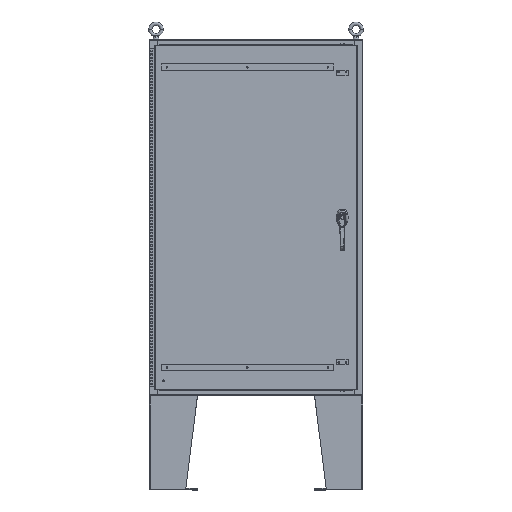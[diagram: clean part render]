
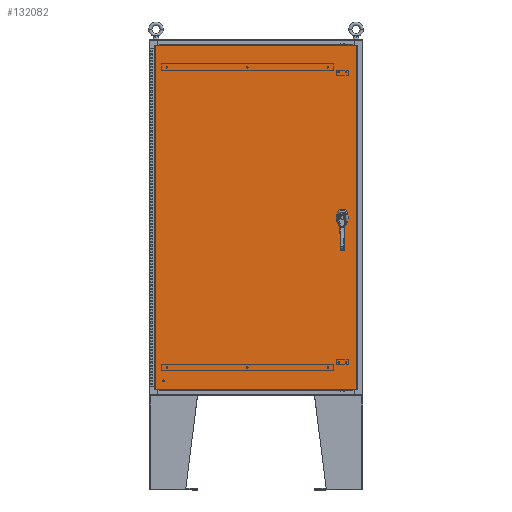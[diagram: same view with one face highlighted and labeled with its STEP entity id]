
A CAD part, top view. The second image highlights one B-rep face of the part: STEP entity #132082.
In plain terms, the highlighted planar face has unit normal (0, 0, 1).
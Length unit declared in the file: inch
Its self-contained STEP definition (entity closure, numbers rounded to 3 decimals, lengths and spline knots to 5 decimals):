
#3410 = LINE ( 'NONE', #84010, #108296 ) ;
#4976 = CARTESIAN_POINT ( 'NONE',  ( -16.9903, -29.0063, 0. ) ) ;
#7057 = PLANE ( 'NONE',  #57046 ) ;
#12479 = ORIENTED_EDGE ( 'NONE', *, *, #36505, .T. ) ;
#12987 = EDGE_CURVE ( 'NONE', #39815, #65401, #3410, .T. ) ;
#17016 = CARTESIAN_POINT ( 'NONE',  ( -16.9903, 29.0063, 0. ) ) ;
#18489 = DIRECTION ( 'NONE',  ( -1., 0., 0. ) ) ;
#25422 = LINE ( 'NONE', #4976, #52084 ) ;
#36505 = EDGE_CURVE ( 'NONE', #65401, #65870, #104119, .T. ) ;
#37639 = VERTEX_POINT ( 'NONE', #39261 ) ;
#38721 = VECTOR ( 'NONE', #102466, 39.37008 ) ;
#39261 = CARTESIAN_POINT ( 'NONE',  ( -16.9903, -29.0063, 0. ) ) ;
#39815 = VERTEX_POINT ( 'NONE', #107212 ) ;
#42488 = CARTESIAN_POINT ( 'NONE',  ( 16.9903, 29.0063, 0. ) ) ;
#45849 = CARTESIAN_POINT ( 'NONE',  ( -16.9903, 29.0063, 0. ) ) ;
#45941 = ORIENTED_EDGE ( 'NONE', *, *, #12987, .T. ) ;
#49669 = DIRECTION ( 'NONE',  ( 0., 1., 0. ) ) ;
#52084 = VECTOR ( 'NONE', #107230, 39.37008 ) ;
#57046 = AXIS2_PLACEMENT_3D ( 'NONE', #142005, #86501, #18489 ) ;
#59822 = EDGE_CURVE ( 'NONE', #37639, #39815, #25422, .T. ) ;
#63945 = EDGE_LOOP ( 'NONE', ( #115860, #45941, #12479, #109815 ) ) ;
#65401 = VERTEX_POINT ( 'NONE', #89537 ) ;
#65870 = VERTEX_POINT ( 'NONE', #17016 ) ;
#73031 = FACE_OUTER_BOUND ( 'NONE', #63945, .T. ) ;
#81089 = VECTOR ( 'NONE', #110501, 39.37008 ) ;
#84010 = CARTESIAN_POINT ( 'NONE',  ( 16.9903, -29.0063, 0. ) ) ;
#86501 = DIRECTION ( 'NONE',  ( 0., 0., -1. ) ) ;
#89537 = CARTESIAN_POINT ( 'NONE',  ( 16.9903, 29.0063, 0. ) ) ;
#102466 = DIRECTION ( 'NONE',  ( 0., -1., 0. ) ) ;
#104119 = LINE ( 'NONE', #42488, #81089 ) ;
#107212 = CARTESIAN_POINT ( 'NONE',  ( 16.9903, -29.0063, 0. ) ) ;
#107230 = DIRECTION ( 'NONE',  ( 1., 0., 0. ) ) ;
#108296 = VECTOR ( 'NONE', #49669, 39.37008 ) ;
#109815 = ORIENTED_EDGE ( 'NONE', *, *, #114017, .T. ) ;
#110501 = DIRECTION ( 'NONE',  ( -1., 0., 0. ) ) ;
#114017 = EDGE_CURVE ( 'NONE', #65870, #37639, #132822, .T. ) ;
#115860 = ORIENTED_EDGE ( 'NONE', *, *, #59822, .T. ) ;
#132082 = ADVANCED_FACE ( 'NONE', ( #73031 ), #7057, .F. ) ;
#132822 = LINE ( 'NONE', #45849, #38721 ) ;
#142005 = CARTESIAN_POINT ( 'NONE',  ( 0., 0., 0. ) ) ;
